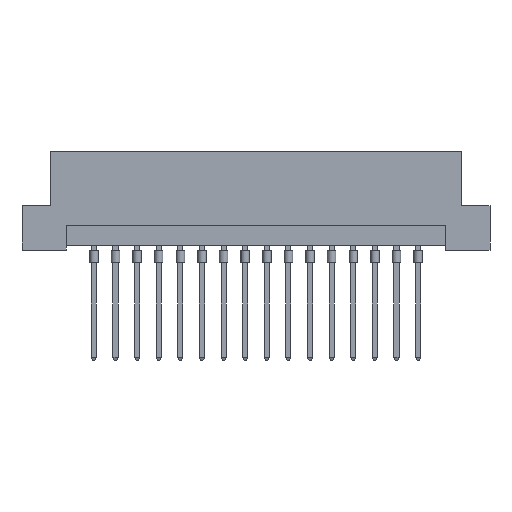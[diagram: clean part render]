
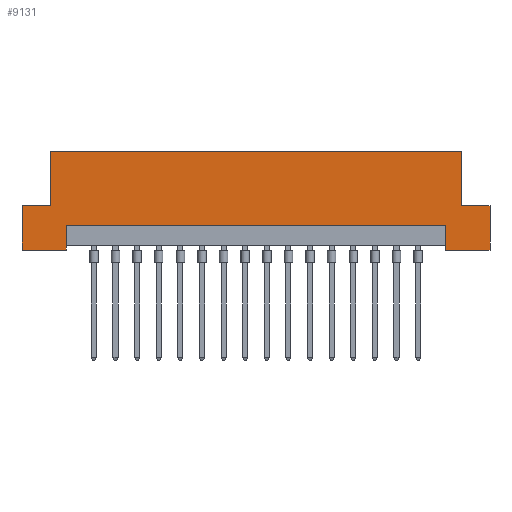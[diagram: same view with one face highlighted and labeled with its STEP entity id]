
A CAD part, front view. The second image highlights one B-rep face of the part: STEP entity #9131.
In plain terms, the highlighted planar face has unit normal (0, -1, 0).
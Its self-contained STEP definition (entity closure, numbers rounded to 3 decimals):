
#157 = ORIENTED_EDGE ( 'NONE', *, *, #8534, .F. ) ;
#412 = CARTESIAN_POINT ( 'NONE',  ( 27.5, 0., 0. ) ) ;
#492 = CARTESIAN_POINT ( 'NONE',  ( 22.3, 0., 2.9 ) ) ;
#510 = ORIENTED_EDGE ( 'NONE', *, *, #6476, .F. ) ;
#515 = LINE ( 'NONE', #2878, #7596 ) ;
#622 = VERTEX_POINT ( 'NONE', #3331 ) ;
#676 = LINE ( 'NONE', #9855, #4357 ) ;
#698 = VECTOR ( 'NONE', #2059, 1000. ) ;
#758 = VERTEX_POINT ( 'NONE', #8646 ) ;
#821 = CARTESIAN_POINT ( 'NONE',  ( -27.5, 0., 5.2 ) ) ;
#830 = CARTESIAN_POINT ( 'NONE',  ( 27.5, 0., 0. ) ) ;
#1142 = CARTESIAN_POINT ( 'NONE',  ( -24.2, 0., 5.2 ) ) ;
#1188 = ORIENTED_EDGE ( 'NONE', *, *, #2166, .T. ) ;
#1294 = LINE ( 'NONE', #1142, #5688 ) ;
#1305 = DIRECTION ( 'NONE',  ( -1., 0., 0. ) ) ;
#1507 = CARTESIAN_POINT ( 'NONE',  ( -27.5, 0., 5.2 ) ) ;
#1600 = CARTESIAN_POINT ( 'NONE',  ( -22.3, 0., 2.9 ) ) ;
#1855 = CARTESIAN_POINT ( 'NONE',  ( 24.2, 0., 5.2 ) ) ;
#2059 = DIRECTION ( 'NONE',  ( 1., 0., 0. ) ) ;
#2093 = VERTEX_POINT ( 'NONE', #4313 ) ;
#2166 = EDGE_CURVE ( 'NONE', #7942, #4934, #2506, .T. ) ;
#2343 = DIRECTION ( 'NONE',  ( 0., 0., -1. ) ) ;
#2418 = EDGE_CURVE ( 'NONE', #7503, #758, #3187, .T. ) ;
#2506 = LINE ( 'NONE', #1855, #5693 ) ;
#2691 = DIRECTION ( 'NONE',  ( 0., 0., 1. ) ) ;
#2878 = CARTESIAN_POINT ( 'NONE',  ( -27.5, 0., 0. ) ) ;
#2958 = LINE ( 'NONE', #492, #8439 ) ;
#2987 = DIRECTION ( 'NONE',  ( -1., 0., 0. ) ) ;
#3017 = LINE ( 'NONE', #4775, #5263 ) ;
#3187 = LINE ( 'NONE', #7272, #9997 ) ;
#3331 = CARTESIAN_POINT ( 'NONE',  ( -22.3, 0., 0. ) ) ;
#3466 = ORIENTED_EDGE ( 'NONE', *, *, #2418, .T. ) ;
#3471 = VERTEX_POINT ( 'NONE', #1507 ) ;
#3632 = ORIENTED_EDGE ( 'NONE', *, *, #9350, .F. ) ;
#3633 = VERTEX_POINT ( 'NONE', #5893 ) ;
#3945 = VERTEX_POINT ( 'NONE', #4699 ) ;
#4291 = LINE ( 'NONE', #9146, #10411 ) ;
#4313 = CARTESIAN_POINT ( 'NONE',  ( -24.2, 0., 11.6 ) ) ;
#4357 = VECTOR ( 'NONE', #8779, 1000. ) ;
#4618 = EDGE_CURVE ( 'NONE', #5862, #758, #4291, .T. ) ;
#4699 = CARTESIAN_POINT ( 'NONE',  ( -24.2, 0., 5.2 ) ) ;
#4755 = LINE ( 'NONE', #830, #8829 ) ;
#4775 = CARTESIAN_POINT ( 'NONE',  ( -27.5, 0., 11.6 ) ) ;
#4828 = AXIS2_PLACEMENT_3D ( 'NONE', #4989, #9195, #2691 ) ;
#4928 = EDGE_CURVE ( 'NONE', #2093, #4934, #3017, .T. ) ;
#4934 = VERTEX_POINT ( 'NONE', #8015 ) ;
#4989 = CARTESIAN_POINT ( 'NONE',  ( -27.5, 0., 11.6 ) ) ;
#5263 = VECTOR ( 'NONE', #5630, 1000. ) ;
#5536 = DIRECTION ( 'NONE',  ( 0., 0., 1. ) ) ;
#5630 = DIRECTION ( 'NONE',  ( 1., 0., 0. ) ) ;
#5688 = VECTOR ( 'NONE', #10251, 1000. ) ;
#5693 = VECTOR ( 'NONE', #9058, 1000. ) ;
#5862 = VERTEX_POINT ( 'NONE', #412 ) ;
#5893 = CARTESIAN_POINT ( 'NONE',  ( -27.5, 0., 0. ) ) ;
#5898 = PLANE ( 'NONE',  #4828 ) ;
#6022 = CARTESIAN_POINT ( 'NONE',  ( 27.5, 0., 5.2 ) ) ;
#6476 = EDGE_CURVE ( 'NONE', #622, #3633, #515, .T. ) ;
#6503 = LINE ( 'NONE', #821, #10478 ) ;
#6639 = EDGE_CURVE ( 'NONE', #8262, #5862, #4755, .T. ) ;
#6661 = EDGE_CURVE ( 'NONE', #9555, #622, #676, .T. ) ;
#6675 = ORIENTED_EDGE ( 'NONE', *, *, #7545, .F. ) ;
#6957 = EDGE_CURVE ( 'NONE', #7942, #8262, #10174, .T. ) ;
#7119 = ORIENTED_EDGE ( 'NONE', *, *, #8739, .F. ) ;
#7196 = LINE ( 'NONE', #10467, #9445 ) ;
#7206 = DIRECTION ( 'NONE',  ( 1., 0., 0. ) ) ;
#7272 = CARTESIAN_POINT ( 'NONE',  ( 22.3, 0., 0.5 ) ) ;
#7477 = FACE_OUTER_BOUND ( 'NONE', #7543, .T. ) ;
#7503 = VERTEX_POINT ( 'NONE', #10374 ) ;
#7543 = EDGE_LOOP ( 'NONE', ( #7119, #3466, #9339, #9336, #9413, #1188, #8006, #3632, #157, #6675, #510, #7984 ) ) ;
#7545 = EDGE_CURVE ( 'NONE', #3633, #3471, #7196, .T. ) ;
#7581 = DIRECTION ( 'NONE',  ( -1., 0., 0. ) ) ;
#7596 = VECTOR ( 'NONE', #2987, 1000. ) ;
#7773 = CARTESIAN_POINT ( 'NONE',  ( 24.2, 0., 5.2 ) ) ;
#7942 = VERTEX_POINT ( 'NONE', #7773 ) ;
#7984 = ORIENTED_EDGE ( 'NONE', *, *, #6661, .F. ) ;
#8006 = ORIENTED_EDGE ( 'NONE', *, *, #4928, .F. ) ;
#8015 = CARTESIAN_POINT ( 'NONE',  ( 24.2, 0., 11.6 ) ) ;
#8262 = VERTEX_POINT ( 'NONE', #6022 ) ;
#8439 = VECTOR ( 'NONE', #1305, 1000. ) ;
#8507 = CARTESIAN_POINT ( 'NONE',  ( 27.5, 0., 5.2 ) ) ;
#8534 = EDGE_CURVE ( 'NONE', #3471, #3945, #6503, .T. ) ;
#8646 = CARTESIAN_POINT ( 'NONE',  ( 22.3, 0., 0. ) ) ;
#8739 = EDGE_CURVE ( 'NONE', #7503, #9555, #2958, .T. ) ;
#8779 = DIRECTION ( 'NONE',  ( 0., 0., -1. ) ) ;
#8829 = VECTOR ( 'NONE', #2343, 1000. ) ;
#9058 = DIRECTION ( 'NONE',  ( 0., 0., 1. ) ) ;
#9131 = ADVANCED_FACE ( 'NONE', ( #7477 ), #5898, .F. ) ;
#9146 = CARTESIAN_POINT ( 'NONE',  ( -27.5, 0., 0. ) ) ;
#9195 = DIRECTION ( 'NONE',  ( 0., 1., 0. ) ) ;
#9336 = ORIENTED_EDGE ( 'NONE', *, *, #6639, .F. ) ;
#9339 = ORIENTED_EDGE ( 'NONE', *, *, #4618, .F. ) ;
#9350 = EDGE_CURVE ( 'NONE', #3945, #2093, #1294, .T. ) ;
#9413 = ORIENTED_EDGE ( 'NONE', *, *, #6957, .F. ) ;
#9445 = VECTOR ( 'NONE', #5536, 1000. ) ;
#9555 = VERTEX_POINT ( 'NONE', #1600 ) ;
#9855 = CARTESIAN_POINT ( 'NONE',  ( -22.3, 0., 0.5 ) ) ;
#9997 = VECTOR ( 'NONE', #10490, 1000. ) ;
#10174 = LINE ( 'NONE', #8507, #698 ) ;
#10251 = DIRECTION ( 'NONE',  ( 0., 0., 1. ) ) ;
#10374 = CARTESIAN_POINT ( 'NONE',  ( 22.3, 0., 2.9 ) ) ;
#10411 = VECTOR ( 'NONE', #7581, 1000. ) ;
#10467 = CARTESIAN_POINT ( 'NONE',  ( -27.5, 0., 0. ) ) ;
#10478 = VECTOR ( 'NONE', #7206, 1000. ) ;
#10490 = DIRECTION ( 'NONE',  ( 0., 0., -1. ) ) ;
